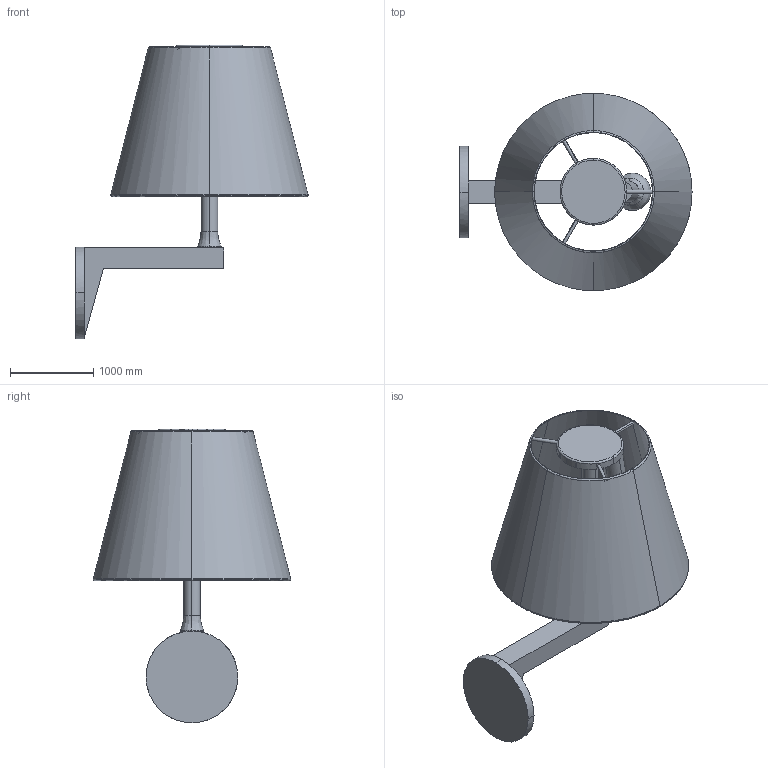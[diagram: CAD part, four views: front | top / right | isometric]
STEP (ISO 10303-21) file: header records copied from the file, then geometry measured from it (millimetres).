
FILE_DESCRIPTION(/* description */ (''),/* implementation_level */ '2;1');
FILE_NAME(/* name */ 'Melampo parete',/* time_stamp */ '2016-10-21T11:19:54+02:00',/* author */ (''),/* organization */ (''),/* preprocessor_version */ 'ST-DEVELOPER v10',/* originating_system */ '',/* authorisation */ '');
FILE_SCHEMA (('CONFIG_CONTROL_DESIGN'));
Length unit declared in the file: centimetre
Products named in the file (1): 1
Bounding box: 2783 x 2366.01 x 3520.34 mm (x, y, z)
Volume: 343534481.1 mm3; surface area: 30352077.3 mm2
Topology: 7 solids, 8 shells, 100 faces, 241 edges, 154 vertices
Faces by surface type: bspline 71, plane 29
Entity records: 3181 total; most frequent: CARTESIAN_POINT 1808, ORIENTED_EDGE 428, EDGE_CURVE 216, VERTEX_POINT 131, EDGE_LOOP 102, ADVANCED_FACE 100, FACE_OUTER_BOUND 100, B_SPLINE_CURVE_WITH_KNOTS 65
